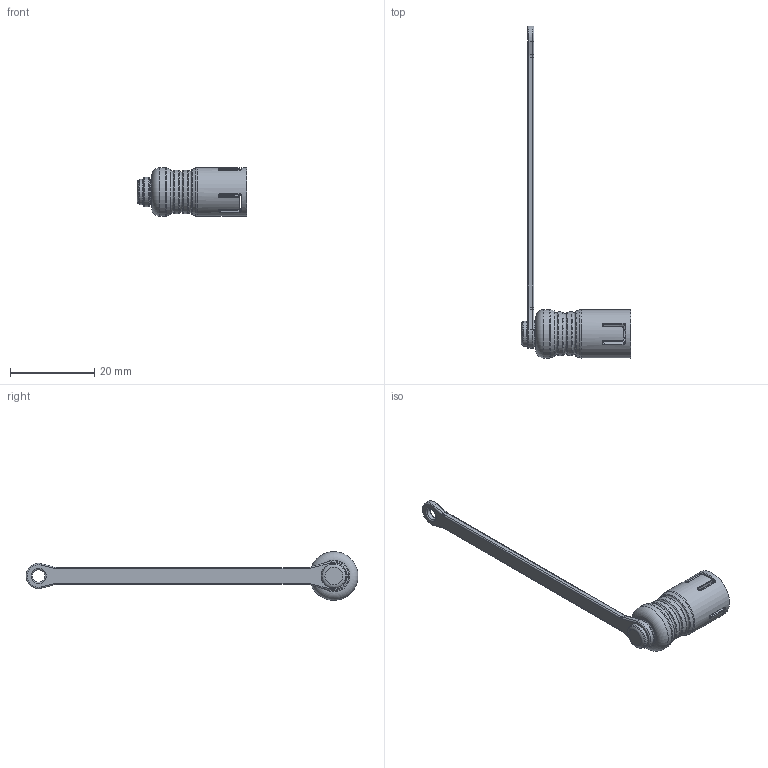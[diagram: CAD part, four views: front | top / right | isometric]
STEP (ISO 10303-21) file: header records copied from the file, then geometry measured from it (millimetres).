
FILE_DESCRIPTION(/* description */ (''),/* implementation_level */ '2;1');
FILE_NAME(/* name */ '08-2831-000-000-001_00.stp',/* time_stamp */ '2023-02-07T11:32:47+01:00',/* author */ (''),/* organization */ (''),/* preprocessor_version */ 'ST-DEVELOPER v16',/* originating_system */ 'SIEMENS PLM Software NX 11.0',/* authorisation */ '');
FILE_SCHEMA (('AUTOMOTIVE_DESIGN { 1 0 10303 214 3 1 1 1 }'));
Length unit declared in the file: millimetre
Products named in the file (1): cgoe1D04DBB7p4qg
Bounding box: 26 x 78.74 x 11.5 mm (x, y, z)
Volume: 1647.8 mm3; surface area: 2400.9 mm2
Topology: 1 solids, 1 shells, 208 faces, 513 edges, 309 vertices
Faces by surface type: cylinder 68, torus 58, plane 48, bspline 19, cone 15
Full cylindrical faces by diameter (mm): 3 x1, 3.9 x1, 6 x2, 8.2 x1, 11.5 x2
Entity records: 7800 total; most frequent: CARTESIAN_POINT 2959, DIRECTION 931, ORIENTED_EDGE 920, EDGE_CURVE 460, AXIS2_PLACEMENT_3D 391, VERTEX_POINT 295, EDGE_LOOP 257, ADVANCED_FACE 208
